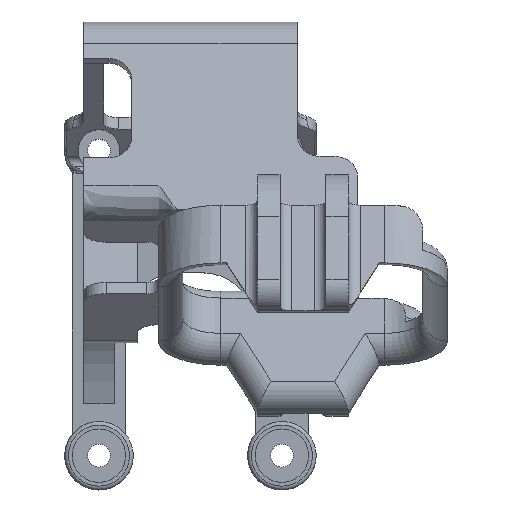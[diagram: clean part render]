
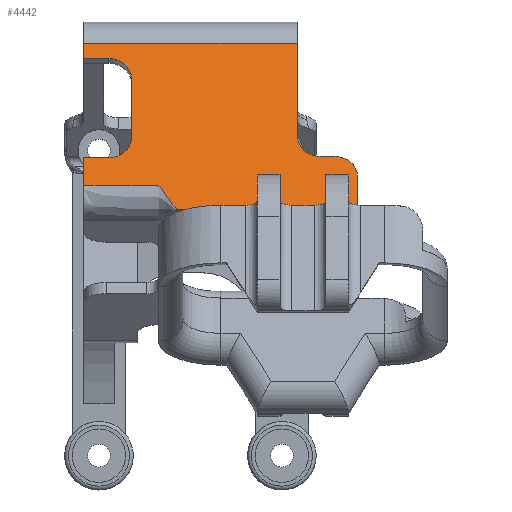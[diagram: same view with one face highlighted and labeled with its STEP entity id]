
A CAD part, top view. The second image highlights one B-rep face of the part: STEP entity #4442.
In plain terms, the highlighted planar face has unit normal (0, 0.383, 0.924).
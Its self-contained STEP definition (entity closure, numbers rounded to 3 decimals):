
#171=PLANE('',#4839);
#357=FACE_OUTER_BOUND('',#599,.T.);
#599=EDGE_LOOP('',(#3639,#3640,#3641,#3642,#3643,#3644,#3645,#3646,#3647,
#3648,#3649,#3650,#3651,#3652,#3653,#3654,#3655,#3656,#3657,#3658,#3659,
#3660,#3661,#3662));
#844=CIRCLE('',#4840,3.);
#845=CIRCLE('',#4841,3.);
#846=CIRCLE('',#4842,3.);
#847=CIRCLE('',#4843,3.);
#978=LINE('',#6982,#1359);
#998=LINE('',#7105,#1379);
#1002=LINE('',#7118,#1383);
#1010=LINE('',#7144,#1391);
#1037=LINE('',#7321,#1418);
#1041=LINE('',#7354,#1422);
#1099=LINE('',#7602,#1480);
#1102=LINE('',#7609,#1483);
#1104=LINE('',#7615,#1485);
#1108=LINE('',#7624,#1489);
#1124=LINE('',#7671,#1505);
#1187=LINE('',#7976,#1568);
#1188=LINE('',#7979,#1569);
#1189=LINE('',#7983,#1570);
#1190=LINE('',#7986,#1571);
#1191=LINE('',#7988,#1572);
#1192=LINE('',#7992,#1573);
#1193=LINE('',#7996,#1574);
#1194=LINE('',#7998,#1575);
#1359=VECTOR('',#5228,10.);
#1379=VECTOR('',#5300,10.);
#1383=VECTOR('',#5310,10.);
#1391=VECTOR('',#5330,10.);
#1418=VECTOR('',#5401,10.);
#1422=VECTOR('',#5415,10.);
#1480=VECTOR('',#5633,10.);
#1483=VECTOR('',#5642,10.);
#1485=VECTOR('',#5648,10.);
#1489=VECTOR('',#5658,10.);
#1505=VECTOR('',#5720,10.);
#1568=VECTOR('',#5867,10.);
#1569=VECTOR('',#5870,10.);
#1570=VECTOR('',#5873,10.);
#1571=VECTOR('',#5876,10.);
#1572=VECTOR('',#5877,10.);
#1573=VECTOR('',#5880,10.);
#1574=VECTOR('',#5883,10.);
#1575=VECTOR('',#5884,10.);
#1720=B_SPLINE_CURVE_WITH_KNOTS('',3,(#7999,#8000,#8001,#8002,#8003,#8004,
#8005,#8006,#8007,#8008,#8009,#8010),.UNSPECIFIED.,.F.,.F.,(4,1,1,1,1,1,
1,1,1,4),(-0.674,-0.629,-0.585,-0.517,-0.495,-0.405,-0.315,
-0.135,0.044,0.584),.UNSPECIFIED.);
#1859=VERTEX_POINT('',#6979);
#1860=VERTEX_POINT('',#6981);
#1881=VERTEX_POINT('',#7103);
#1882=VERTEX_POINT('',#7104);
#1887=VERTEX_POINT('',#7116);
#1888=VERTEX_POINT('',#7117);
#1899=VERTEX_POINT('',#7141);
#1900=VERTEX_POINT('',#7143);
#1934=VERTEX_POINT('',#7320);
#1940=VERTEX_POINT('',#7353);
#2001=VERTEX_POINT('',#7598);
#2004=VERTEX_POINT('',#7611);
#2015=VERTEX_POINT('',#7670);
#2098=VERTEX_POINT('',#7974);
#2099=VERTEX_POINT('',#7978);
#2100=VERTEX_POINT('',#7980);
#2101=VERTEX_POINT('',#7982);
#2102=VERTEX_POINT('',#7985);
#2103=VERTEX_POINT('',#7987);
#2104=VERTEX_POINT('',#7989);
#2105=VERTEX_POINT('',#7991);
#2106=VERTEX_POINT('',#7993);
#2107=VERTEX_POINT('',#7995);
#2108=VERTEX_POINT('',#7997);
#2322=EDGE_CURVE('',#1860,#1859,#978,.T.);
#2360=EDGE_CURVE('',#1881,#1882,#998,.F.);
#2366=EDGE_CURVE('',#1887,#1888,#1002,.F.);
#2378=EDGE_CURVE('',#1900,#1899,#1010,.F.);
#2424=EDGE_CURVE('',#1934,#1881,#1037,.T.);
#2432=EDGE_CURVE('',#1940,#1900,#1041,.T.);
#2538=EDGE_CURVE('',#2001,#1940,#1099,.T.);
#2542=EDGE_CURVE('',#1882,#2001,#1102,.T.);
#2545=EDGE_CURVE('',#2004,#1934,#1104,.T.);
#2550=EDGE_CURVE('',#1888,#2004,#1108,.T.);
#2571=EDGE_CURVE('',#2015,#1887,#1124,.F.);
#2670=EDGE_CURVE('',#2098,#1859,#1187,.T.);
#2671=EDGE_CURVE('',#1899,#2099,#1188,.T.);
#2672=EDGE_CURVE('',#2100,#2099,#844,.T.);
#2673=EDGE_CURVE('',#2100,#2101,#1189,.T.);
#2674=EDGE_CURVE('',#1860,#2101,#845,.T.);
#2675=EDGE_CURVE('',#2098,#2102,#1190,.T.);
#2676=EDGE_CURVE('',#2102,#2103,#1191,.T.);
#2677=EDGE_CURVE('',#2104,#2103,#846,.T.);
#2678=EDGE_CURVE('',#2104,#2105,#1192,.T.);
#2679=EDGE_CURVE('',#2106,#2105,#847,.T.);
#2680=EDGE_CURVE('',#2106,#2107,#1193,.T.);
#2681=EDGE_CURVE('',#2107,#2108,#1194,.T.);
#2682=EDGE_CURVE('',#2015,#2108,#1720,.T.);
#3639=ORIENTED_EDGE('',*,*,#2432,.T.);
#3640=ORIENTED_EDGE('',*,*,#2378,.T.);
#3641=ORIENTED_EDGE('',*,*,#2671,.T.);
#3642=ORIENTED_EDGE('',*,*,#2672,.F.);
#3643=ORIENTED_EDGE('',*,*,#2673,.T.);
#3644=ORIENTED_EDGE('',*,*,#2674,.F.);
#3645=ORIENTED_EDGE('',*,*,#2322,.T.);
#3646=ORIENTED_EDGE('',*,*,#2670,.F.);
#3647=ORIENTED_EDGE('',*,*,#2675,.T.);
#3648=ORIENTED_EDGE('',*,*,#2676,.T.);
#3649=ORIENTED_EDGE('',*,*,#2677,.F.);
#3650=ORIENTED_EDGE('',*,*,#2678,.T.);
#3651=ORIENTED_EDGE('',*,*,#2679,.F.);
#3652=ORIENTED_EDGE('',*,*,#2680,.T.);
#3653=ORIENTED_EDGE('',*,*,#2681,.T.);
#3654=ORIENTED_EDGE('',*,*,#2682,.F.);
#3655=ORIENTED_EDGE('',*,*,#2571,.T.);
#3656=ORIENTED_EDGE('',*,*,#2366,.T.);
#3657=ORIENTED_EDGE('',*,*,#2550,.T.);
#3658=ORIENTED_EDGE('',*,*,#2545,.T.);
#3659=ORIENTED_EDGE('',*,*,#2424,.T.);
#3660=ORIENTED_EDGE('',*,*,#2360,.T.);
#3661=ORIENTED_EDGE('',*,*,#2542,.T.);
#3662=ORIENTED_EDGE('',*,*,#2538,.T.);
#4442=ADVANCED_FACE('',(#357),#171,.T.);
#4839=AXIS2_PLACEMENT_3D('',#7977,#5868,#5869);
#4840=AXIS2_PLACEMENT_3D('',#7981,#5871,#5872);
#4841=AXIS2_PLACEMENT_3D('',#7984,#5874,#5875);
#4842=AXIS2_PLACEMENT_3D('',#7990,#5878,#5879);
#4843=AXIS2_PLACEMENT_3D('',#7994,#5881,#5882);
#5228=DIRECTION('',(0.,0.924,-0.383));
#5300=DIRECTION('',(-1.,0.,0.));
#5310=DIRECTION('',(-1.,0.,0.));
#5330=DIRECTION('',(-1.,0.,0.));
#5401=DIRECTION('',(0.,-0.924,0.383));
#5415=DIRECTION('',(0.,-0.924,0.383));
#5633=DIRECTION('',(1.,0.,0.));
#5642=DIRECTION('',(0.,0.924,-0.383));
#5648=DIRECTION('',(1.,0.,0.));
#5658=DIRECTION('',(0.,0.924,-0.383));
#5720=DIRECTION('',(-1.,0.,0.));
#5867=DIRECTION('',(1.,0.,0.));
#5868=DIRECTION('center_axis',(0.,0.383,0.924));
#5869=DIRECTION('ref_axis',(1.,0.,0.));
#5870=DIRECTION('',(0.,0.924,-0.383));
#5871=DIRECTION('center_axis',(0.,-0.383,
-0.924));
#5872=DIRECTION('ref_axis',(0.707,0.653,-0.271));
#5873=DIRECTION('',(-1.,0.,0.));
#5874=DIRECTION('center_axis',(0.,0.383,0.924));
#5875=DIRECTION('ref_axis',(-0.707,-0.653,0.271));
#5876=DIRECTION('',(0.,-0.924,0.383));
#5877=DIRECTION('',(1.,0.,0.));
#5878=DIRECTION('center_axis',(0.,0.383,0.924));
#5879=DIRECTION('ref_axis',(0.707,0.653,-0.271));
#5880=DIRECTION('',(0.,-0.924,0.383));
#5881=DIRECTION('center_axis',(0.,0.383,0.924));
#5882=DIRECTION('ref_axis',(0.707,-0.653,0.271));
#5883=DIRECTION('',(-1.,0.,0.));
#5884=DIRECTION('',(0.,-0.924,0.383));
#6979=CARTESIAN_POINT('',(14.,34.041,46.965));
#6981=CARTESIAN_POINT('',(14.,21.939,51.978));
#6982=CARTESIAN_POINT('',(14.,22.17,51.882));
#7103=CARTESIAN_POINT('',(11.75,12.146,56.034));
#7104=CARTESIAN_POINT('',(17.75,12.146,56.034));
#7105=CARTESIAN_POINT('',(-8.165,12.146,56.034));
#7116=CARTESIAN_POINT('',(-0.866,12.146,56.034));
#7117=CARTESIAN_POINT('',(8.75,12.146,56.034));
#7118=CARTESIAN_POINT('',(-8.165,12.146,56.034));
#7141=CARTESIAN_POINT('',(21.94,12.146,56.034));
#7143=CARTESIAN_POINT('',(20.75,12.146,56.034));
#7144=CARTESIAN_POINT('',(-8.165,12.146,56.034));
#7320=CARTESIAN_POINT('',(11.75,16.765,54.121));
#7321=CARTESIAN_POINT('',(11.75,11.73,56.206));
#7353=CARTESIAN_POINT('',(20.75,16.765,54.121));
#7354=CARTESIAN_POINT('',(20.75,11.73,56.206));
#7598=CARTESIAN_POINT('',(17.75,16.765,54.121));
#7602=CARTESIAN_POINT('',(20.75,16.765,54.121));
#7609=CARTESIAN_POINT('',(17.75,18.659,53.336));
#7611=CARTESIAN_POINT('',(8.75,16.765,54.121));
#7615=CARTESIAN_POINT('',(11.75,16.765,54.121));
#7624=CARTESIAN_POINT('',(8.75,18.659,53.336));
#7670=CARTESIAN_POINT('',(-1.421,12.146,56.034));
#7671=CARTESIAN_POINT('',(-8.165,12.146,56.034));
#7974=CARTESIAN_POINT('',(-14.,34.041,46.965));
#7976=CARTESIAN_POINT('',(11.905,34.041,46.965));
#7977=CARTESIAN_POINT('Origin',(1.87,25.172,50.638));
#7978=CARTESIAN_POINT('',(21.94,16.395,54.274));
#7979=CARTESIAN_POINT('',(21.94,19.398,53.03));
#7980=CARTESIAN_POINT('',(18.94,19.167,53.126));
#7981=CARTESIAN_POINT('Origin',(18.94,16.395,54.274));
#7982=CARTESIAN_POINT('',(17.,19.167,53.126));
#7983=CARTESIAN_POINT('',(11.905,19.167,53.126));
#7984=CARTESIAN_POINT('Origin',(17.,21.939,51.978));
#7985=CARTESIAN_POINT('',(-14.,32.009,47.807));
#7986=CARTESIAN_POINT('',(-14.,31.686,47.941));
#7987=CARTESIAN_POINT('',(-10.7,32.009,47.807));
#7988=CARTESIAN_POINT('',(-2.915,32.009,47.807));
#7989=CARTESIAN_POINT('',(-7.7,29.237,48.955));
#7990=CARTESIAN_POINT('Origin',(-10.7,29.237,48.955));
#7991=CARTESIAN_POINT('',(-7.7,21.754,52.054));
#7992=CARTESIAN_POINT('',(-7.7,22.077,51.92));
#7993=CARTESIAN_POINT('',(-10.7,18.982,53.202));
#7994=CARTESIAN_POINT('Origin',(-10.7,21.754,52.054));
#7995=CARTESIAN_POINT('',(-14.,18.982,53.202));
#7996=CARTESIAN_POINT('',(-8.165,18.982,53.202));
#7997=CARTESIAN_POINT('',(-14.,15.379,54.695));
#7998=CARTESIAN_POINT('',(-14.,31.686,47.941));
#7999=CARTESIAN_POINT('Ctrl Pts',(-1.421,12.146,56.034));
#8000=CARTESIAN_POINT('Ctrl Pts',(-1.571,12.146,56.034));
#8001=CARTESIAN_POINT('Ctrl Pts',(-1.87,12.289,55.975));
#8002=CARTESIAN_POINT('Ctrl Pts',(-2.394,12.803,55.762));
#8003=CARTESIAN_POINT('Ctrl Pts',(-2.844,13.534,55.459));
#8004=CARTESIAN_POINT('Ctrl Pts',(-3.443,14.542,55.042));
#8005=CARTESIAN_POINT('Ctrl Pts',(-4.117,15.415,54.68));
#8006=CARTESIAN_POINT('Ctrl Pts',(-5.315,15.358,54.704));
#8007=CARTESIAN_POINT('Ctrl Pts',(-6.812,15.384,54.693));
#8008=CARTESIAN_POINT('Ctrl Pts',(-9.807,15.37,54.699));
#8009=CARTESIAN_POINT('Ctrl Pts',(-12.203,15.379,54.695));
#8010=CARTESIAN_POINT('Ctrl Pts',(-14.,15.379,54.695));
